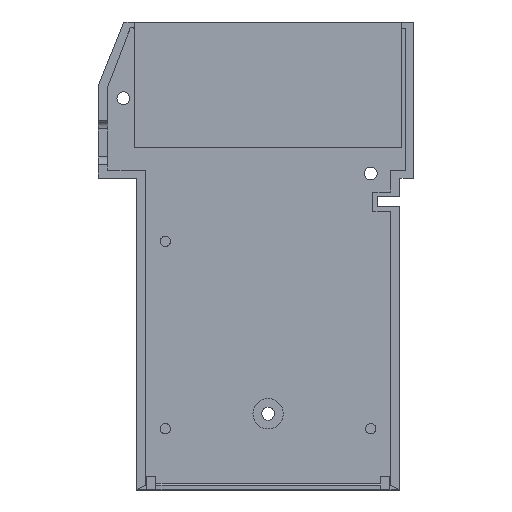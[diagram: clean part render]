
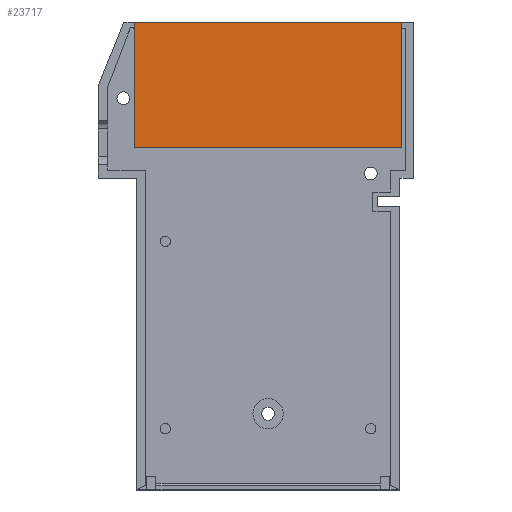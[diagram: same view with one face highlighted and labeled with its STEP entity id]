
A CAD part, top view. The second image highlights one B-rep face of the part: STEP entity #23717.
In plain terms, the highlighted planar face has unit normal (0, 0, 1).
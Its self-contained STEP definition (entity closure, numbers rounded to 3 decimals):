
#1190=PLANE('',#24924);
#2354=FACE_OUTER_BOUND('',#3537,.T.);
#3537=EDGE_LOOP('',(#21625,#21626,#21627,#21628));
#3702=LINE('',#30974,#7032);
#6807=LINE('',#37202,#10137);
#6828=LINE('',#37249,#10158);
#6887=LINE('',#37369,#10217);
#7032=VECTOR('',#25149,10.);
#10137=VECTOR('',#30426,10.);
#10158=VECTOR('',#30481,10.);
#10217=VECTOR('',#30610,10.);
#10393=VERTEX_POINT('',#30971);
#10394=VERTEX_POINT('',#30973);
#12431=VERTEX_POINT('',#37200);
#12440=VERTEX_POINT('',#37248);
#12625=EDGE_CURVE('',#10393,#10394,#3702,.T.);
#15732=EDGE_CURVE('',#12431,#10393,#6807,.T.);
#15755=EDGE_CURVE('',#12440,#12431,#6828,.T.);
#15814=EDGE_CURVE('',#10394,#12440,#6887,.T.);
#21625=ORIENTED_EDGE('',*,*,#15814,.F.);
#21626=ORIENTED_EDGE('',*,*,#12625,.F.);
#21627=ORIENTED_EDGE('',*,*,#15732,.F.);
#21628=ORIENTED_EDGE('',*,*,#15755,.F.);
#23717=ADVANCED_FACE('',(#2354),#1190,.T.);
#24924=AXIS2_PLACEMENT_3D('',#37368,#30608,#30609);
#25149=DIRECTION('',(1.,0.,0.));
#30426=DIRECTION('',(0.,1.,0.));
#30481=DIRECTION('',(-1.,0.,0.));
#30608=DIRECTION('center_axis',(0.,0.,1.));
#30609=DIRECTION('ref_axis',(1.,0.,0.));
#30610=DIRECTION('',(0.,-1.,0.));
#30971=CARTESIAN_POINT('',(-83.572,69.95,-21.432));
#30973=CARTESIAN_POINT('',(-26.072,69.95,-21.432));
#30974=CARTESIAN_POINT('',(-83.572,69.95,-21.432));
#37200=CARTESIAN_POINT('',(-83.572,43.056,-21.432));
#37202=CARTESIAN_POINT('',(-83.572,43.056,-21.432));
#37248=CARTESIAN_POINT('',(-26.072,43.056,-21.432));
#37249=CARTESIAN_POINT('',(-82.662,43.056,-21.432));
#37368=CARTESIAN_POINT('Origin',(-83.572,43.056,-21.432));
#37369=CARTESIAN_POINT('',(-26.072,43.056,-21.432));
